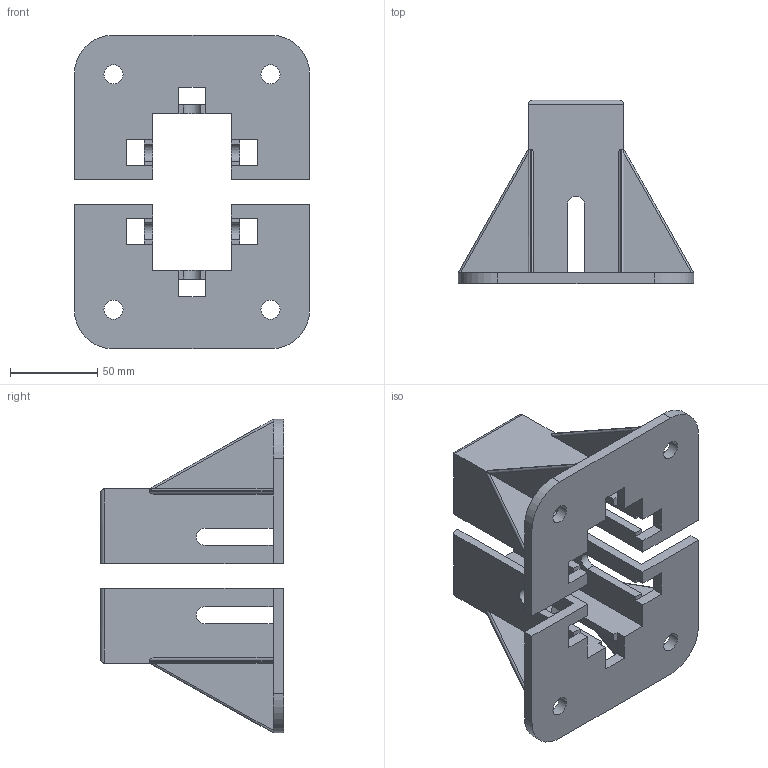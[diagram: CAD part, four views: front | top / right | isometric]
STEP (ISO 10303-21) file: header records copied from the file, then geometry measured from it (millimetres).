
FILE_DESCRIPTION (( 'STEP AP203' ), '1' );
FILE_NAME ('33-4590-0.STEP', '2022-02-08T19:05:39', ( '' ), ( '' ), 'SwSTEP 2.0', 'SolidWorks 2021', '' );
FILE_SCHEMA (( 'CONFIG_CONTROL_DESIGN' ));
Length unit declared in the file: millimetre
Products named in the file (1): 33-4590-0
Bounding box: 135 x 105 x 180 mm (x, y, z)
Volume: 251071.6 mm3; surface area: 114628.9 mm2
Topology: 2 solids, 2 shells, 142 faces, 406 edges, 256 vertices
Faces by surface type: plane 102, cylinder 40
Entity records: 4633 total; most frequent: CARTESIAN_POINT 913, ORIENTED_EDGE 812, DIRECTION 696, EDGE_CURVE 406, VECTOR 330, LINE 330, VERTEX_POINT 256, AXIS2_PLACEMENT_3D 183
